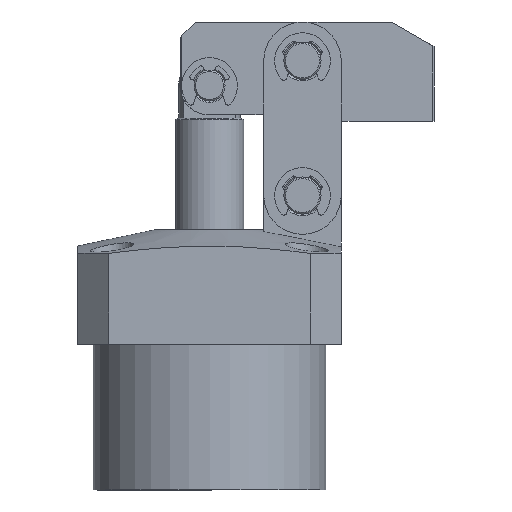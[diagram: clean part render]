
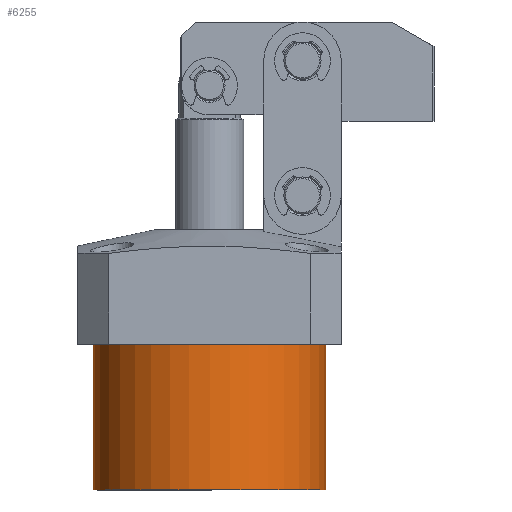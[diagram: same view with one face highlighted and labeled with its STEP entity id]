
A CAD part, front view. The second image highlights one B-rep face of the part: STEP entity #6255.
In plain terms, the highlighted cylindrical face has radius 37.5 mm (diameter 75 mm), a partial arc.
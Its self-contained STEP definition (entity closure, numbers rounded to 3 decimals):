
#62 = FACE_OUTER_BOUND ( 'NONE', #4218, .T. ) ;
#67 = CARTESIAN_POINT ( 'NONE',  ( 0., 47., 0. ) ) ;
#117 = EDGE_CURVE ( 'NONE', #4118, #7509, #7251, .T. ) ;
#285 = DIRECTION ( 'NONE',  ( 0., -1., 0. ) ) ;
#320 = VERTEX_POINT ( 'NONE', #6072 ) ;
#1229 = LINE ( 'NONE', #1821, #2993 ) ;
#1377 = CARTESIAN_POINT ( 'NONE',  ( 0., -1000., 0. ) ) ;
#1567 = ORIENTED_EDGE ( 'NONE', *, *, #3523, .T. ) ;
#1821 = CARTESIAN_POINT ( 'NONE',  ( 0., -1000., -37.5 ) ) ;
#1844 = EDGE_CURVE ( 'NONE', #7509, #9819, #9173, .T. ) ;
#1956 = CARTESIAN_POINT ( 'NONE',  ( 0., 0., 0. ) ) ;
#2099 = DIRECTION ( 'NONE',  ( 0., -1., 0. ) ) ;
#2227 = ORIENTED_EDGE ( 'NONE', *, *, #7386, .F. ) ;
#2710 = DIRECTION ( 'NONE',  ( 0., 0., -1. ) ) ;
#2993 = VECTOR ( 'NONE', #285, 1000. ) ;
#3088 = VECTOR ( 'NONE', #6280, 1000. ) ;
#3523 = EDGE_CURVE ( 'NONE', #9819, #320, #7194, .T. ) ;
#4020 = AXIS2_PLACEMENT_3D ( 'NONE', #1377, #2099, #6655 ) ;
#4118 = VERTEX_POINT ( 'NONE', #4138 ) ;
#4138 = CARTESIAN_POINT ( 'NONE',  ( 0., 47., -37.5 ) ) ;
#4218 = EDGE_LOOP ( 'NONE', ( #9816, #5422, #1567, #2227 ) ) ;
#5166 = CYLINDRICAL_SURFACE ( 'NONE', #4020, 37.5 ) ;
#5422 = ORIENTED_EDGE ( 'NONE', *, *, #1844, .T. ) ;
#6072 = CARTESIAN_POINT ( 'NONE',  ( 0., 0., -37.5 ) ) ;
#6255 = ADVANCED_FACE ( 'NONE', ( #62 ), #5166, .T. ) ;
#6280 = DIRECTION ( 'NONE',  ( 0., -1., 0. ) ) ;
#6655 = DIRECTION ( 'NONE',  ( 0., 0., -1. ) ) ;
#6914 = DIRECTION ( 'NONE',  ( 0., 0., -1. ) ) ;
#7194 = CIRCLE ( 'NONE', #7477, 37.5 ) ;
#7251 = CIRCLE ( 'NONE', #9402, 37.5 ) ;
#7258 = DIRECTION ( 'NONE',  ( 0., 1., 0. ) ) ;
#7386 = EDGE_CURVE ( 'NONE', #4118, #320, #1229, .T. ) ;
#7456 = CARTESIAN_POINT ( 'NONE',  ( 0., 47., 37.5 ) ) ;
#7477 = AXIS2_PLACEMENT_3D ( 'NONE', #1956, #7258, #2710 ) ;
#7509 = VERTEX_POINT ( 'NONE', #7456 ) ;
#7656 = DIRECTION ( 'NONE',  ( 0., -1., 0. ) ) ;
#8582 = CARTESIAN_POINT ( 'NONE',  ( 0., -1000., 37.5 ) ) ;
#9173 = LINE ( 'NONE', #8582, #3088 ) ;
#9402 = AXIS2_PLACEMENT_3D ( 'NONE', #67, #7656, #6914 ) ;
#9439 = CARTESIAN_POINT ( 'NONE',  ( 0., 0., 37.5 ) ) ;
#9816 = ORIENTED_EDGE ( 'NONE', *, *, #117, .T. ) ;
#9819 = VERTEX_POINT ( 'NONE', #9439 ) ;
